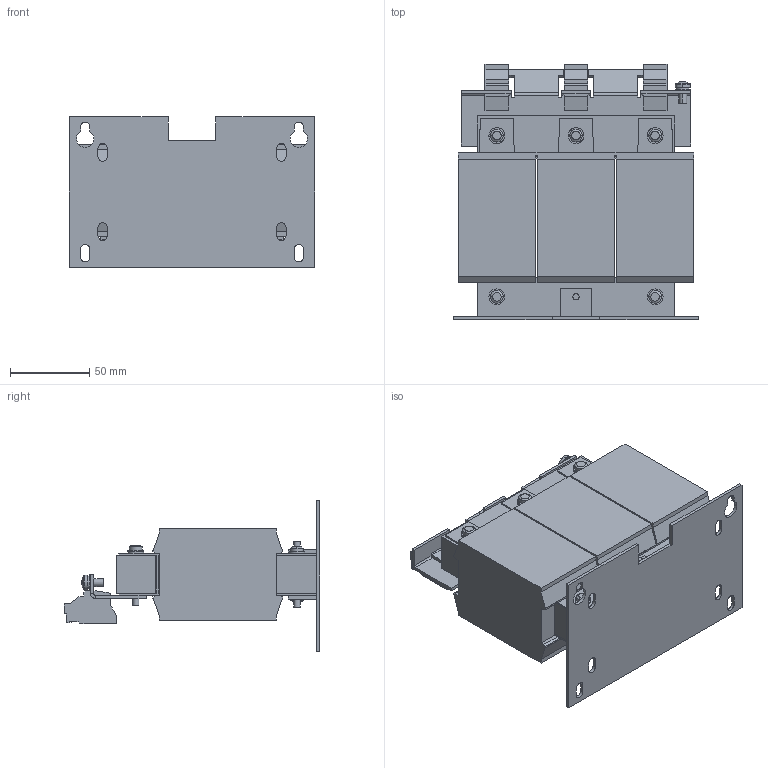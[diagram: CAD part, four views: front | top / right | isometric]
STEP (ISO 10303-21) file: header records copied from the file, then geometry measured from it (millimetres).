
FILE_DESCRIPTION (( 'STEP AP214' ), '1' );
FILE_NAME ('213601.STEP', '2020-05-29T00:03:13', ( '' ), ( '' ), 'SwSTEP 2.0', 'SolidWorks 2018', '' );
FILE_SCHEMA (( 'AUTOMOTIVE_DESIGN' ));
Length unit declared in the file: millimetre
Products named in the file (1): 213601
Bounding box: 155 x 161.6 x 95 mm (x, y, z)
Volume: 886710.4 mm3; surface area: 133200 mm2
Topology: 1 solids, 1 shells, 603 faces, 1618 edges, 1035 vertices
Faces by surface type: plane 471, cylinder 107, sphere 14, cone 6, torus 5
Entity records: 18666 total; most frequent: CARTESIAN_POINT 3303, ORIENTED_EDGE 3232, DIRECTION 3100, EDGE_CURVE 1616, LINE 1308, VECTOR 1308, VERTEX_POINT 1035, AXIS2_PLACEMENT_3D 896
